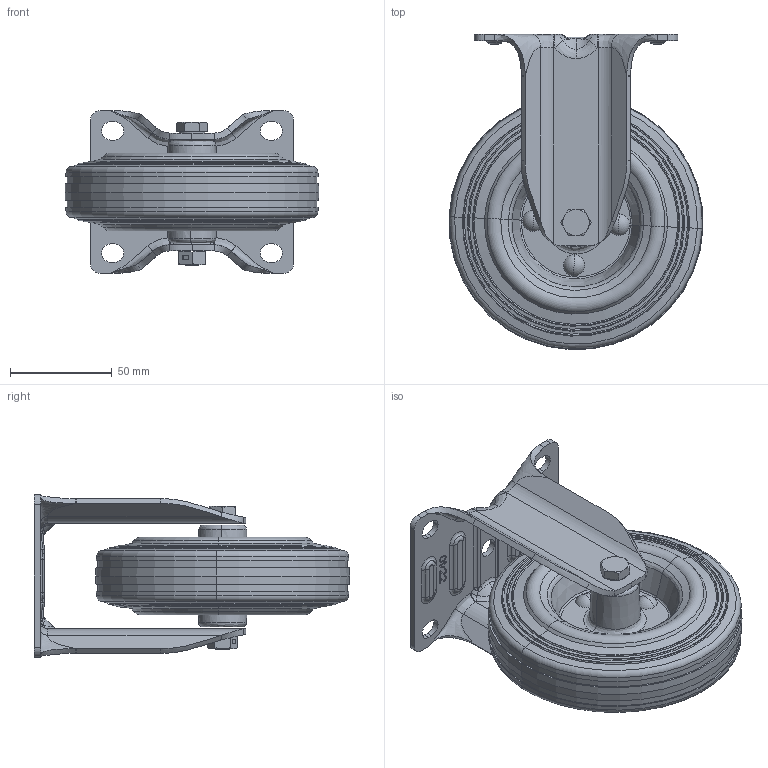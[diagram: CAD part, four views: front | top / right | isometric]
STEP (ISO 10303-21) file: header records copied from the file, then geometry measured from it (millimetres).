
FILE_DESCRIPTION (( 'STEP AP214' ), '1' );
FILE_NAME ('0056307.step', '2023-10-18T09:17:01', ( '' ), ( '' ), 'SwSTEP 2.0', 'SolidWorks 2020', '' );
FILE_SCHEMA (( 'AUTOMOTIVE_DESIGN' ));
Length unit declared in the file: millimetre
Products named in the file (1): 0056307
Bounding box: 124.87 x 154.93 x 80 mm (x, y, z)
Surface area: 82134.8 mm2 (no closed solid volume)
Topology: 0 solids, 17 shells, 467 faces, 1334 edges, 858 vertices
Faces by surface type: bspline 129, plane 102, cylinder 94, cone 80, torus 62
Entity records: 30902 total; most frequent: CARTESIAN_POINT 14716, ORIENTED_EDGE 2299, DIRECTION 2078, EDGE_CURVE 1312, VERTEX_POINT 858, AXIS2_PLACEMENT_3D 753, VECTOR 572, LINE 572
